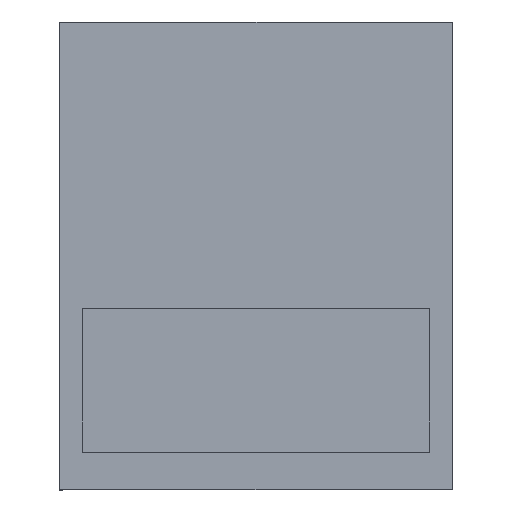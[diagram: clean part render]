
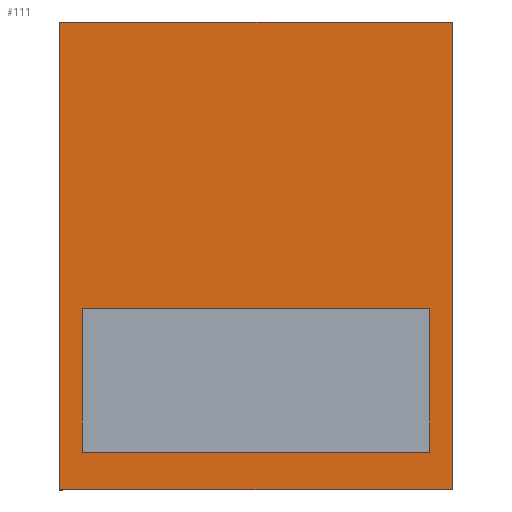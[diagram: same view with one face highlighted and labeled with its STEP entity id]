
A CAD part, top view. The second image highlights one B-rep face of the part: STEP entity #111.
In plain terms, the highlighted planar face has unit normal (0, 0, 1).
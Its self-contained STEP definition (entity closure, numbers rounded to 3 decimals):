
#34 = DIRECTION ( 'NONE',  ( -1., 0., 0. ) ) ;
#71 = ORIENTED_EDGE ( 'NONE', *, *, #1988, .F. ) ;
#111 = ADVANCED_FACE ( 'NONE', ( #1052, #1542 ), #1892, .T. ) ;
#118 = CARTESIAN_POINT ( 'NONE',  ( 1.3, 1.55, 0. ) ) ;
#229 = VECTOR ( 'NONE', #1185, 1000. ) ;
#237 = LINE ( 'NONE', #650, #1912 ) ;
#242 = EDGE_CURVE ( 'NONE', #1919, #605, #1815, .T. ) ;
#265 = EDGE_CURVE ( 'NONE', #1484, #275, #1971, .T. ) ;
#275 = VERTEX_POINT ( 'NONE', #1908 ) ;
#292 = VERTEX_POINT ( 'NONE', #457 ) ;
#296 = VERTEX_POINT ( 'NONE', #299 ) ;
#299 = CARTESIAN_POINT ( 'NONE',  ( -1.15, -1.3, 0. ) ) ;
#337 = VERTEX_POINT ( 'NONE', #644 ) ;
#428 = ORIENTED_EDGE ( 'NONE', *, *, #1322, .T. ) ;
#457 = CARTESIAN_POINT ( 'NONE',  ( -1.3, -1.55, 0. ) ) ;
#458 = CARTESIAN_POINT ( 'NONE',  ( -1.3, -1.55, 0. ) ) ;
#490 = DIRECTION ( 'NONE',  ( 1., 0., 0. ) ) ;
#514 = DIRECTION ( 'NONE',  ( 0., 1., 0. ) ) ;
#563 = LINE ( 'NONE', #997, #660 ) ;
#605 = VERTEX_POINT ( 'NONE', #994 ) ;
#606 = DIRECTION ( 'NONE',  ( 0., -1., 0. ) ) ;
#617 = EDGE_CURVE ( 'NONE', #954, #296, #237, .T. ) ;
#634 = EDGE_LOOP ( 'NONE', ( #1192, #1022, #658, #71 ) ) ;
#638 = CARTESIAN_POINT ( 'NONE',  ( 1.15, -1.3, 0. ) ) ;
#644 = CARTESIAN_POINT ( 'NONE',  ( 1.3, -1.55, 0. ) ) ;
#650 = CARTESIAN_POINT ( 'NONE',  ( -1.15, -0.35, 0. ) ) ;
#658 = ORIENTED_EDGE ( 'NONE', *, *, #265, .F. ) ;
#660 = VECTOR ( 'NONE', #34, 1000. ) ;
#737 = VECTOR ( 'NONE', #606, 1000. ) ;
#954 = VERTEX_POINT ( 'NONE', #1833 ) ;
#994 = CARTESIAN_POINT ( 'NONE',  ( -1.3, 1.55, 0. ) ) ;
#997 = CARTESIAN_POINT ( 'NONE',  ( -1.15, -0.35, 0. ) ) ;
#1016 = LINE ( 'NONE', #1296, #1829 ) ;
#1022 = ORIENTED_EDGE ( 'NONE', *, *, #1807, .F. ) ;
#1052 = FACE_BOUND ( 'NONE', #634, .T. ) ;
#1076 = DIRECTION ( 'NONE',  ( 1., 0., 0. ) ) ;
#1097 = LINE ( 'NONE', #1986, #229 ) ;
#1185 = DIRECTION ( 'NONE',  ( 1., 0., 0. ) ) ;
#1192 = ORIENTED_EDGE ( 'NONE', *, *, #617, .F. ) ;
#1237 = DIRECTION ( 'NONE',  ( -1., 0., 0. ) ) ;
#1296 = CARTESIAN_POINT ( 'NONE',  ( 1.3, -1.55, 0. ) ) ;
#1310 = CARTESIAN_POINT ( 'NONE',  ( 1.3, -1.55, 0. ) ) ;
#1322 = EDGE_CURVE ( 'NONE', #292, #337, #1016, .T. ) ;
#1349 = CARTESIAN_POINT ( 'NONE',  ( 1.3, 1.55, 0. ) ) ;
#1390 = ORIENTED_EDGE ( 'NONE', *, *, #1789, .T. ) ;
#1396 = VECTOR ( 'NONE', #1237, 1000. ) ;
#1413 = CARTESIAN_POINT ( 'NONE',  ( 1.15, -0.35, 0. ) ) ;
#1432 = VECTOR ( 'NONE', #514, 1000. ) ;
#1484 = VERTEX_POINT ( 'NONE', #638 ) ;
#1502 = EDGE_CURVE ( 'NONE', #605, #292, #1877, .T. ) ;
#1518 = AXIS2_PLACEMENT_3D ( 'NONE', #1887, #1882, #1076 ) ;
#1542 = FACE_OUTER_BOUND ( 'NONE', #1874, .T. ) ;
#1579 = DIRECTION ( 'NONE',  ( 0., 1., 0. ) ) ;
#1712 = VECTOR ( 'NONE', #1579, 1000. ) ;
#1789 = EDGE_CURVE ( 'NONE', #337, #1919, #1855, .T. ) ;
#1807 = EDGE_CURVE ( 'NONE', #275, #954, #563, .T. ) ;
#1815 = LINE ( 'NONE', #118, #1396 ) ;
#1829 = VECTOR ( 'NONE', #490, 1000. ) ;
#1833 = CARTESIAN_POINT ( 'NONE',  ( -1.15, -0.35, 0. ) ) ;
#1855 = LINE ( 'NONE', #1310, #1432 ) ;
#1874 = EDGE_LOOP ( 'NONE', ( #1390, #2075, #2044, #428 ) ) ;
#1877 = LINE ( 'NONE', #458, #737 ) ;
#1882 = DIRECTION ( 'NONE',  ( 0., 0., 1. ) ) ;
#1887 = CARTESIAN_POINT ( 'NONE',  ( 0., 0., 0. ) ) ;
#1892 = PLANE ( 'NONE',  #1518 ) ;
#1908 = CARTESIAN_POINT ( 'NONE',  ( 1.15, -0.35, 0. ) ) ;
#1912 = VECTOR ( 'NONE', #1949, 1000. ) ;
#1919 = VERTEX_POINT ( 'NONE', #1349 ) ;
#1949 = DIRECTION ( 'NONE',  ( 0., -1., 0. ) ) ;
#1971 = LINE ( 'NONE', #1413, #1712 ) ;
#1986 = CARTESIAN_POINT ( 'NONE',  ( -1.15, -1.3, 0. ) ) ;
#1988 = EDGE_CURVE ( 'NONE', #296, #1484, #1097, .T. ) ;
#2044 = ORIENTED_EDGE ( 'NONE', *, *, #1502, .T. ) ;
#2075 = ORIENTED_EDGE ( 'NONE', *, *, #242, .T. ) ;
